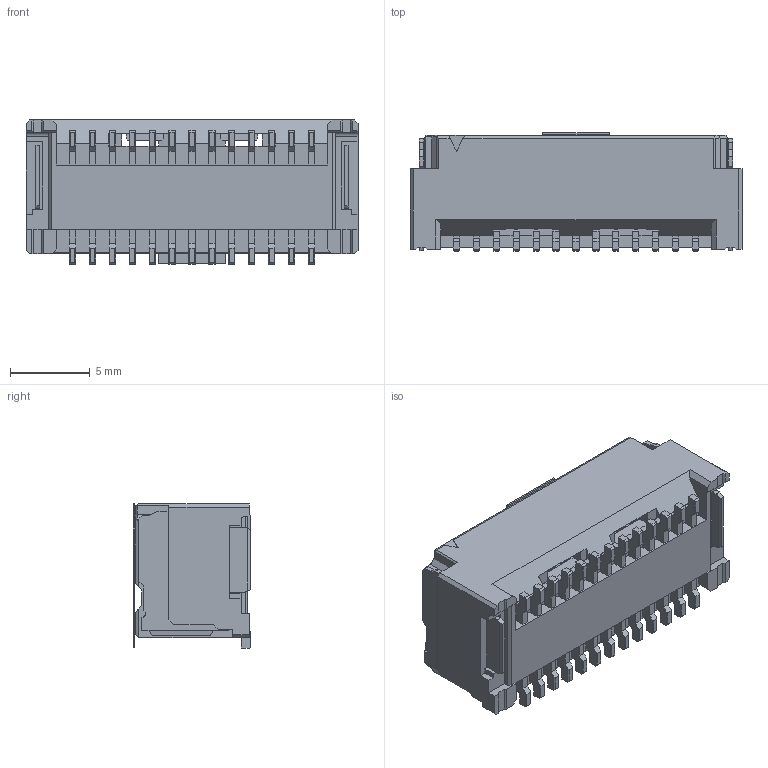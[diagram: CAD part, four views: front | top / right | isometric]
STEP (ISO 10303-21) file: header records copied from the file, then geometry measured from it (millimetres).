
FILE_DESCRIPTION((''),'2;1');
FILE_NAME('5054332681','2020-05-12T',('gga'),(''),'PRO/ENGINEER BY PARAMETRIC TECHNOLOGY CORPORATION, 2016010','PRO/ENGINEER BY PARAMETRIC TECHNOLOGY CORPORATION, 2016010','');
FILE_SCHEMA(('CONFIG_CONTROL_DESIGN'));
Length unit declared in the file: millimetre
Products named in the file (1): 5054332681
Bounding box: 20.85 x 7.4 x 9.05 mm (x, y, z)
Volume: 625.9 mm3; surface area: 1517.5 mm2
Topology: 2 solids, 2 shells, 935 faces, 2826 edges, 1886 vertices
Faces by surface type: plane 823, cylinder 92, cone 20
Entity records: 31111 total; most frequent: CARTESIAN_POINT 5654, ORIENTED_EDGE 5428, DIRECTION 4846, EDGE_CURVE 2714, VECTOR 2614, LINE 2614, VERTEX_POINT 1774, AXIS2_PLACEMENT_3D 1116
